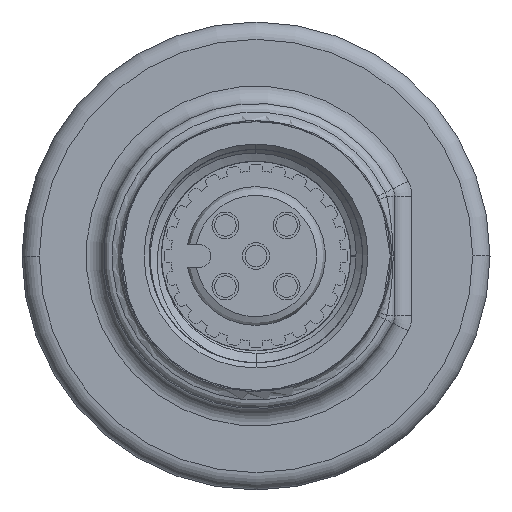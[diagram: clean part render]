
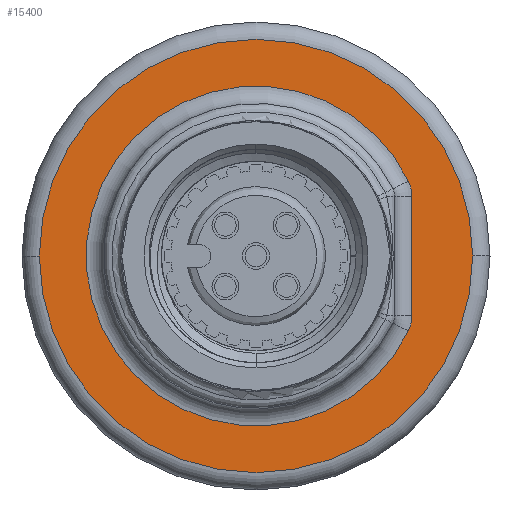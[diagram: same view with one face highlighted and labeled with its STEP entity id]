
A CAD part, left-side view. The second image highlights one B-rep face of the part: STEP entity #15400.
In plain terms, the highlighted planar face has unit normal (-1, 0, 0).
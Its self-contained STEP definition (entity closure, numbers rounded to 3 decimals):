
#75=CARTESIAN_POINT('',(-236.5,0.,0.));
#76=DIRECTION('',(1.,0.,0.));
#77=DIRECTION('',(0.,1.,0.));
#78=AXIS2_PLACEMENT_3D('',#75,#76,#77);
#80=CARTESIAN_POINT('',(-236.5,0.,0.));
#81=DIRECTION('',(1.,0.,0.));
#82=DIRECTION('',(0.,-1.,0.));
#83=AXIS2_PLACEMENT_3D('',#80,#81,#82);
#85=CARTESIAN_POINT('',(-236.5,-7.,-3.441));
#86=DIRECTION('',(-1.,0.,0.));
#87=DIRECTION('',(0.,-0.897,-0.441));
#88=AXIS2_PLACEMENT_3D('',#85,#86,#87);
#90=DIRECTION('',(0.,0.,1.));
#91=VECTOR('',#90,6.882);
#92=CARTESIAN_POINT('',(-236.5,-9.,-3.441));
#93=LINE('',#92,#91);
#94=CARTESIAN_POINT('',(-236.5,-7.,3.441));
#95=DIRECTION('',(-1.,0.,0.));
#96=DIRECTION('',(0.,-1.,0.));
#97=AXIS2_PLACEMENT_3D('',#94,#95,#96);
#99=CARTESIAN_POINT('',(-236.5,0.,0.));
#100=DIRECTION('',(-1.,0.,0.));
#101=DIRECTION('',(0.,-0.897,0.441));
#102=AXIS2_PLACEMENT_3D('',#99,#100,#101);
#14426=CARTESIAN_POINT('',(-236.5,12.5,0.));
#14427=CARTESIAN_POINT('',(-236.5,-12.5,0.));
#14428=VERTEX_POINT('',#14426);
#14429=VERTEX_POINT('',#14427);
#14434=CARTESIAN_POINT('',(-236.5,-8.795,-4.323));
#14435=CARTESIAN_POINT('',(-236.5,-9.,-3.441));
#14436=VERTEX_POINT('',#14434);
#14437=VERTEX_POINT('',#14435);
#14442=CARTESIAN_POINT('',(-236.5,-8.795,4.323));
#14443=VERTEX_POINT('',#14442);
#14446=CARTESIAN_POINT('',(-236.5,-9.,3.441));
#14447=VERTEX_POINT('',#14446);
#15381=CARTESIAN_POINT('',(-236.5,0.,0.));
#15382=DIRECTION('',(1.,0.,0.));
#15383=DIRECTION('',(0.,-1.,0.));
#15384=AXIS2_PLACEMENT_3D('',#15381,#15382,#15383);
#15385=PLANE('',#15384);
#15386=ORIENTED_EDGE('',*,*,#15361,.T.);
#15387=ORIENTED_EDGE('',*,*,#15375,.T.);
#15388=EDGE_LOOP('',(#15386,#15387));
#15389=FACE_OUTER_BOUND('',#15388,.F.);
#15391=ORIENTED_EDGE('',*,*,#15390,.T.);
#15393=ORIENTED_EDGE('',*,*,#15392,.T.);
#15395=ORIENTED_EDGE('',*,*,#15394,.T.);
#15397=ORIENTED_EDGE('',*,*,#15396,.T.);
#15398=EDGE_LOOP('',(#15391,#15393,#15395,#15397));
#15399=FACE_BOUND('',#15398,.F.);
#15400=ADVANCED_FACE('',(#15389,#15399),#15385,.F.);
#79=CIRCLE('',#78,12.5);
#84=CIRCLE('',#83,12.5);
#89=CIRCLE('',#88,2.);
#98=CIRCLE('',#97,2.);
#103=CIRCLE('',#102,9.8);
#15361=EDGE_CURVE('',#14428,#14429,#79,.T.);
#15375=EDGE_CURVE('',#14429,#14428,#84,.T.);
#15390=EDGE_CURVE('',#14436,#14437,#89,.T.);
#15392=EDGE_CURVE('',#14437,#14447,#93,.T.);
#15394=EDGE_CURVE('',#14447,#14443,#98,.T.);
#15396=EDGE_CURVE('',#14443,#14436,#103,.T.);
